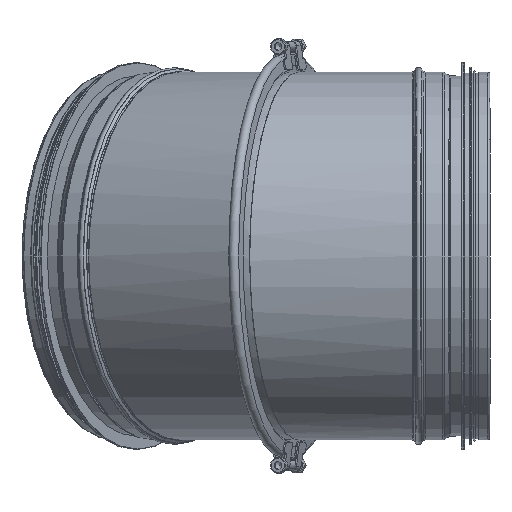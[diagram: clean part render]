
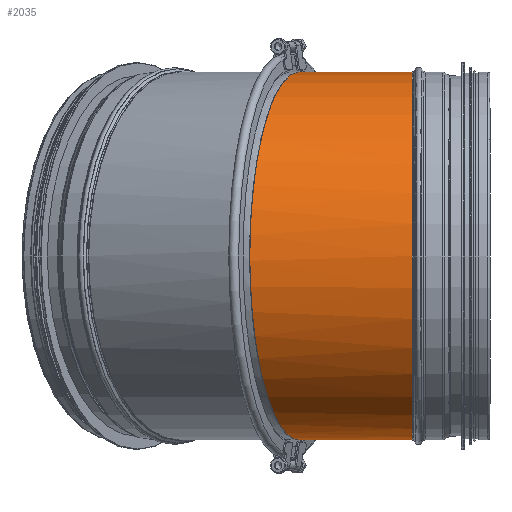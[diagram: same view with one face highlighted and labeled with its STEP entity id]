
A CAD part, left-side view. The second image highlights one B-rep face of the part: STEP entity #2035.
In plain terms, the highlighted cylindrical face has radius 99.475 mm (diameter 198.95 mm), a full revolution.
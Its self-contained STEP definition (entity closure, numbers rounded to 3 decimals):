
#636=CARTESIAN_POINT('',(99.475,76.692,0.0));
#637=VERTEX_POINT('',#636);
#645=CARTESIAN_POINT('',(99.475,76.692,-0.002));
#646=VERTEX_POINT('',#645);
#653=CARTESIAN_POINT('',(0.,103.346,-99.475));
#654=VERTEX_POINT('',#653);
#655=CARTESIAN_POINT('',(0.,103.346,0.0));
#656=DIRECTION('',(-0.259,-0.966,0.0));
#657=DIRECTION('',(0.966,-0.259,0.0));
#658=AXIS2_PLACEMENT_3D('',#655,#656,#657);
#659=ELLIPSE('',#658,102.984,99.475);
#660=EDGE_CURVE('',#654,#646,#659,.T.);
#662=CARTESIAN_POINT('',(0.,103.346,99.475));
#663=VERTEX_POINT('',#662);
#664=CARTESIAN_POINT('',(0.,103.346,0.0));
#665=DIRECTION('',(-0.259,-0.966,0.0));
#666=DIRECTION('',(0.966,-0.259,0.0));
#667=AXIS2_PLACEMENT_3D('',#664,#665,#666);
#668=ELLIPSE('',#667,102.984,99.475);
#669=EDGE_CURVE('',#663,#654,#668,.T.);
#671=CARTESIAN_POINT('',(0.,103.346,0.0));
#672=DIRECTION('',(-0.259,-0.966,0.0));
#673=DIRECTION('',(0.966,-0.259,0.0));
#674=AXIS2_PLACEMENT_3D('',#671,#672,#673);
#675=ELLIPSE('',#674,102.984,99.475);
#676=EDGE_CURVE('',#637,#663,#675,.T.);
#824=CARTESIAN_POINT('',(99.475,42.0,0.0));
#825=VERTEX_POINT('',#824);
#826=CARTESIAN_POINT('',(99.475,42.0,0.0));
#827=DIRECTION('',(0.0,1.0,0.0));
#828=VECTOR('',#827,34.692);
#829=LINE('',#826,#828);
#830=EDGE_CURVE('',#825,#637,#829,.T.);
#880=CARTESIAN_POINT('',(99.475,42.0,-0.002));
#881=VERTEX_POINT('',#880);
#1723=CARTESIAN_POINT('',(99.475,76.692,-0.002));
#1724=DIRECTION('',(0.0,-1.0,0.0));
#1725=VECTOR('',#1724,34.692);
#1726=LINE('',#1723,#1725);
#1727=EDGE_CURVE('',#646,#881,#1726,.T.);
#2016=CARTESIAN_POINT('',(0.0,61.393,0.0));
#2017=DIRECTION('',(0.,-1.0,0.0));
#2018=DIRECTION('',(1.0,0.0,0.0));
#2019=AXIS2_PLACEMENT_3D('',#2016,#2017,#2018);
#2020=CYLINDRICAL_SURFACE('',#2019,99.475);
#2021=ORIENTED_EDGE('',*,*,#676,.T.);
#2022=ORIENTED_EDGE('',*,*,#669,.T.);
#2023=ORIENTED_EDGE('',*,*,#660,.T.);
#2024=ORIENTED_EDGE('',*,*,#1727,.T.);
#2025=CARTESIAN_POINT('',(0.,42.,0.0));
#2026=DIRECTION('',(0.0,-1.0,0.0));
#2027=DIRECTION('',(1.0,0.0,0.0));
#2028=AXIS2_PLACEMENT_3D('',#2025,#2026,#2027);
#2029=CIRCLE('',#2028,99.475);
#2030=EDGE_CURVE('',#825,#881,#2029,.T.);
#2031=ORIENTED_EDGE('',*,*,#2030,.F.);
#2032=ORIENTED_EDGE('',*,*,#830,.T.);
#2033=EDGE_LOOP('',(#2021,#2022,#2023,#2024,#2031,#2032));
#2034=FACE_OUTER_BOUND('',#2033,.T.);
#2035=ADVANCED_FACE('',(#2034),#2020,.T.);
